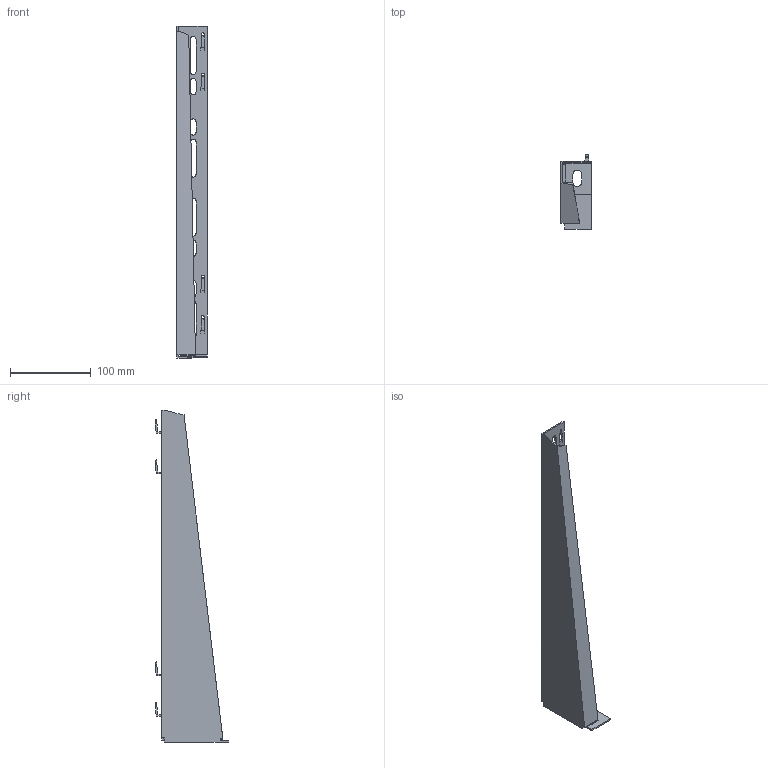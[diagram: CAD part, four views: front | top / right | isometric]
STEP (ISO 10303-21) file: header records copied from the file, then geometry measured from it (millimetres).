
FILE_DESCRIPTION (( 'STEP AP214' ), '1' );
FILE_NAME ('6424416.STEP', '2024-05-31T12:25:56', ( '' ), ( '' ), 'SwSTEP 2.0', 'SolidWorks 2022', '' );
FILE_SCHEMA (( 'AUTOMOTIVE_DESIGN' ));
Length unit declared in the file: millimetre
Products named in the file (2): 6424416; 183133_MWAG
Assembly tree (1 placements, depth 2):
  6424416
    183133_MWAG
Bounding box: 38.05 x 91.48 x 410.8 mm (x, y, z)
Volume: 84866.8 mm3; surface area: 93767.6 mm2
Topology: 1 solids, 1 shells, 188 faces, 550 edges, 364 vertices
Faces by surface type: plane 129, cylinder 39, bspline 20
Entity records: 6846 total; most frequent: CARTESIAN_POINT 1954, ORIENTED_EDGE 1100, DIRECTION 852, EDGE_CURVE 550, VERTEX_POINT 364, LINE 360, VECTOR 360, AXIS2_PLACEMENT_3D 246
